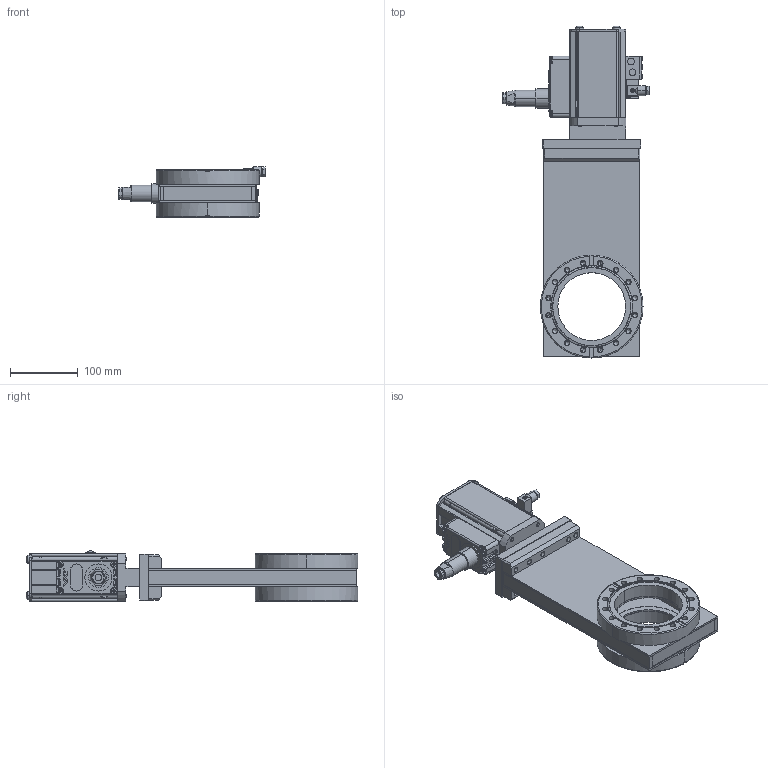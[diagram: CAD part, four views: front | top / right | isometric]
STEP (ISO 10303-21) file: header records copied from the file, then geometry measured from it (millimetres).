
FILE_DESCRIPTION (( 'STEP AP214' ), '1' );
FILE_NAME ('PFF78231.step', '2017-07-10T11:40:20', ( 'install' ), ( '' ), 'SwSTEP 2.0', 'SolidWorks 2015', '' );
FILE_SCHEMA (( 'AUTOMOTIVE_DESIGN' ));
Length unit declared in the file: millimetre
Products named in the file (1): PFF78231
Bounding box: 216.15 x 489.92 x 74.35 mm (x, y, z)
Volume: 1525845.7 mm3; surface area: 527837 mm2
Topology: 40 solids, 40 shells, 1580 faces, 3923 edges, 2497 vertices
Faces by surface type: plane 665, cylinder 650, bspline 126, torus 69, cone 53, sphere 17
Entity records: 58656 total; most frequent: CARTESIAN_POINT 13582, DIRECTION 8074, ORIENTED_EDGE 7634, EDGE_CURVE 3817, AXIS2_PLACEMENT_3D 3115, VERTEX_POINT 2497, EDGE_LOOP 1862, LINE 1844
